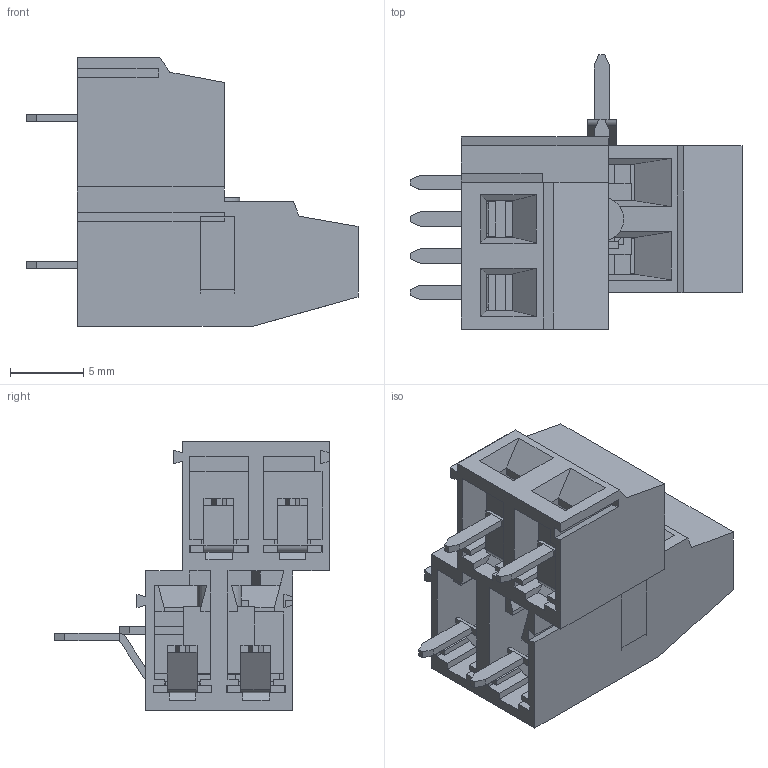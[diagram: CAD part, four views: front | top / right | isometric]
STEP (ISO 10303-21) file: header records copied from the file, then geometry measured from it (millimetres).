
FILE_DESCRIPTION( ( 'Unknown' ), '1' );
FILE_NAME( '691231710004.stp', 'Unknown', ( 'Unknown' ), ( 'Unknown' ), 'PSStep 14.0', 'Unknown', ' ' );
FILE_SCHEMA( ( 'AUTOMOTIVE_DESIGN { 1 0 10303 214 1 1 1 1 }' ) );
Length unit declared in the file: millimetre
Products named in the file (6): Assem1; MASS; PIN_large; VIS; PIN_small; 691231710004
Bounding box: 22.6 x 18.7 x 18.3 mm (x, y, z)
Volume: 2690.4 mm3; surface area: 7101.5 mm2
Topology: 18 solids, 18 shells, 693 faces, 1873 edges, 1220 vertices
Faces by surface type: plane 590, cylinder 103
Full cylindrical faces by diameter (mm): 3 x18, 3.7 x13
Entity records: 11202 total; most frequent: CARTESIAN_POINT 1565, ORIENTED_EDGE 1528, DIRECTION 1444, EDGE_CURVE 764, LINE 678, VECTOR 678, VERTEX_POINT 504, AXIS2_PLACEMENT_3D 383
